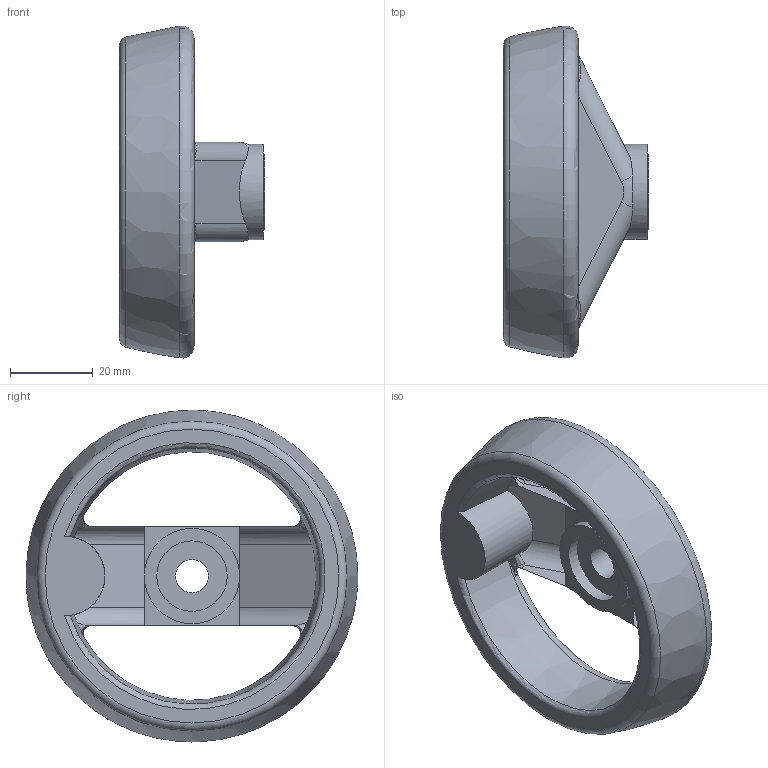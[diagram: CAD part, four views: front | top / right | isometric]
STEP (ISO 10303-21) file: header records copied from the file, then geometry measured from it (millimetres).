
FILE_DESCRIPTION(/* description */ (''),/* implementation_level */ '2;1');
FILE_NAME(/* name */ 'NTW80.dxf',/* time_stamp */ '2012-11-23T16:21:56+08:00',/* author */ (''),/* organization */ (''),/* preprocessor_version */ 'ST-DEVELOPER v9',/* originating_system */ 'UGS - NX 4.0',/* authorisation */ '');
FILE_SCHEMA (('CONFIG_CONTROL_DESIGN'));
Length unit declared in the file: millimetre
Products named in the file (1): Admi03E8xlv6
Bounding box: 35 x 80.08 x 80.13 mm (x, y, z)
Volume: 49215.6 mm3; surface area: 15545.9 mm2
Topology: 1 solids, 1 shells, 47 faces, 120 edges, 75 vertices
Faces by surface type: plane 14, bspline 13, cylinder 12, torus 7, cone 1
Full cylindrical faces by diameter (mm): 8 x1, 17 x1, 18 x1, 23 x2
Entity records: 1827 total; most frequent: CARTESIAN_POINT 727, ORIENTED_EDGE 218, DIRECTION 192, EDGE_CURVE 109, AXIS2_PLACEMENT_3D 85, VERTEX_POINT 72, EDGE_LOOP 61, ADVANCED_FACE 47
